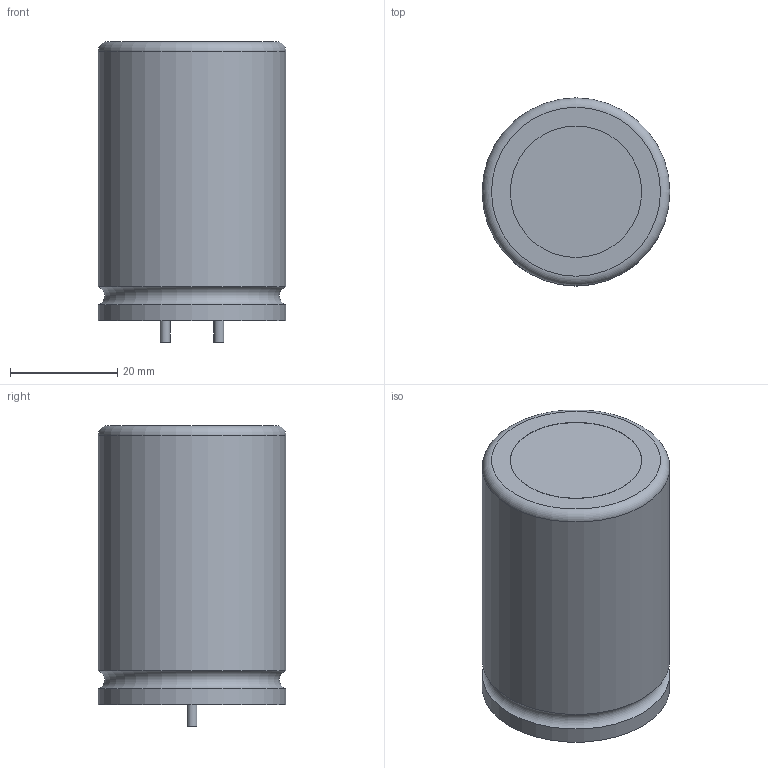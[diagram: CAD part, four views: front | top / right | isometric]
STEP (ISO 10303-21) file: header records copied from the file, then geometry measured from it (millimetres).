
FILE_DESCRIPTION(('FreeCAD Model'),'2;1');
FILE_NAME('Open CASCADE Shape Model','2025-11-02T15:58:42',(''),(''), 'Open CASCADE STEP processor 7.8','FreeCAD','Unknown');
FILE_SCHEMA(('AUTOMOTIVE_DESIGN { 1 0 10303 214 1 1 1 1 }'));
Length unit declared in the file: millimetre
Products named in the file (5): Assembly; template; Body; Body002; Pin1
Assembly tree (5 placements, depth 3):
  Assembly
    template
      Body
      Body002
      Pin1  x2
Bounding box: 35 x 35 x 56 mm (x, y, z)
Volume: 49660.3 mm3; surface area: 8663.8 mm2
Topology: 4 solids, 4 shells, 17 faces, 21 edges, 13 vertices
Faces by surface type: plane 9, cylinder 6, torus 2
Full cylindrical faces by diameter (mm): 1.85 x2, 24.5 x2, 35 x2
Entity records: 435 total; most frequent: DIRECTION 71, CARTESIAN_POINT 49, ORIENTED_EDGE 36, AXIS2_PLACEMENT_3D 33, EDGE_CURVE 18, FACE_BOUND 15, EDGE_LOOP 15, ADVANCED_FACE 14
